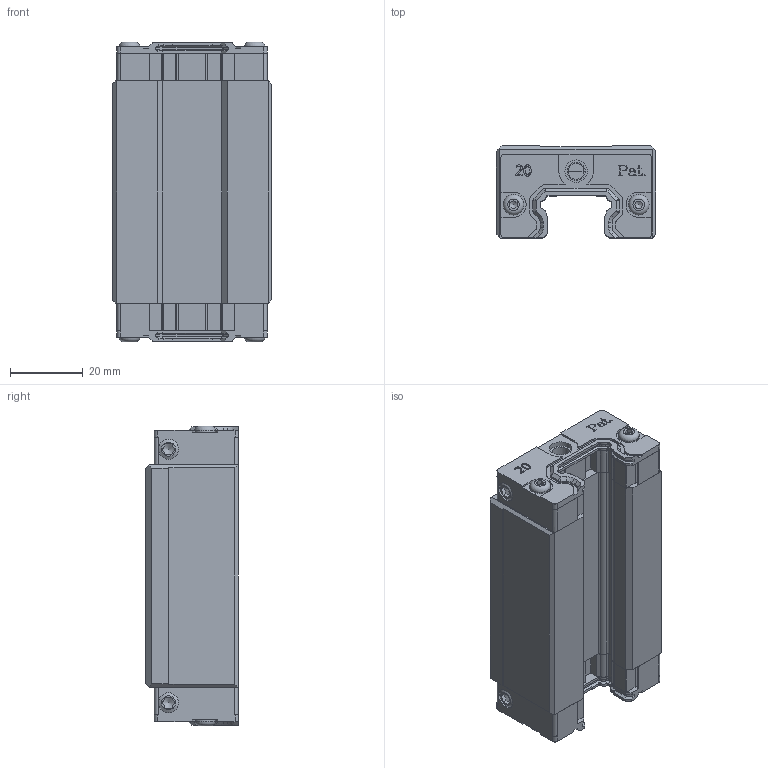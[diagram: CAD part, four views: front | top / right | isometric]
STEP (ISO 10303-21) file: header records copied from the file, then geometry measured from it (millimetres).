
FILE_DESCRIPTION(/* description */ (''),/* implementation_level */ '2;1');
FILE_NAME(/* name */ 'LGBCH20BLSS_Shrinkwrap.ipt.stp',/* time_stamp */ '2015-10-28T12:19:54+01:00',/* author */ ('RLI'),/* organization */ (''),/* preprocessor_version */ 'ST-DEVELOPER v15.6',/* originating_system */ 'Autodesk Inventor 2015',/* authorisation */ '');
FILE_SCHEMA (('AUTOMOTIVE_DESIGN { 1 0 10303 214 3 1 1 }'));
Length unit declared in the file: millimetre
Products named in the file (1): LGBCH20BLSS_Shrinkwrap
Bounding box: 43.95 x 25.5 x 82.6 mm (x, y, z)
Volume: 6350.2 mm3; surface area: 22805.9 mm2
Topology: 12 solids, 13 shells, 1204 faces, 3114 edges, 1990 vertices
Faces by surface type: plane 804, cylinder 276, cone 88, bspline 28, torus 8
Full cylindrical faces by diameter (mm): 1.5 x4, 2 x2, 3 x12, 3.2 x8, 3.9 x4, 4.4 x2, 5 x6, 5.3 x4, 5.5 x4, 5.7 x4, 6 x6, 6.2 x2
Entity records: 38457 total; most frequent: CARTESIAN_POINT 8383, ORIENTED_EDGE 5988, DIRECTION 5796, EDGE_CURVE 2994, LINE 2230, VECTOR 2230, VERTEX_POINT 1958, AXIS2_PLACEMENT_3D 1783
